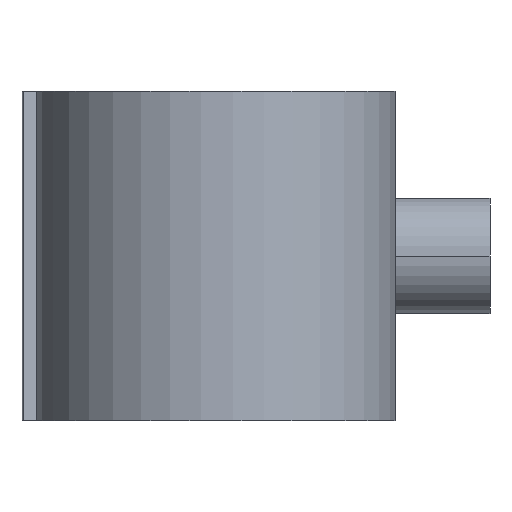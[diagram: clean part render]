
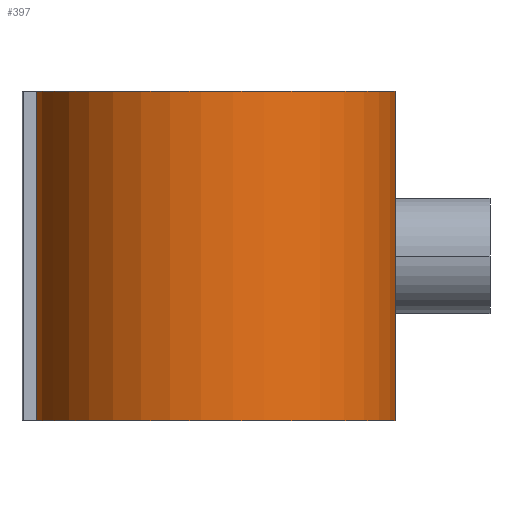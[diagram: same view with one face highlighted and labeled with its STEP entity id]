
A CAD part, front view. The second image highlights one B-rep face of the part: STEP entity #397.
In plain terms, the highlighted cylindrical face has radius 98.4 mm (diameter 196.8 mm), a partial arc.
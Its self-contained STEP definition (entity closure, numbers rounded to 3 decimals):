
#387 = VERTEX_POINT( '', #843 );
#395 = EDGE_CURVE( '', #573, #475, #851, .T. );
#397 = ADVANCED_FACE( '', ( #853 ), #854, .T. );
#401 = EDGE_CURVE( '', #601, #475, #858, .T. );
#447 = EDGE_CURVE( '', #601, #387, #904, .T. );
#475 = VERTEX_POINT( '', #932 );
#523 = EDGE_CURVE( '', #387, #573, #990, .T. );
#573 = VERTEX_POINT( '', #1046 );
#601 = VERTEX_POINT( '', #1074 );
#843 = CARTESIAN_POINT( '', ( -97.945, -9.45, -90. ) );
#851 = LINE( '', #1378, #1379 );
#853 = FACE_OUTER_BOUND( '', #1381, .T. );
#854 = CYLINDRICAL_SURFACE( '', #1382, 98.4 );
#858 = CIRCLE( '', #1387, 98.4 );
#904 = LINE( '', #1514, #1515 );
#932 = CARTESIAN_POINT( '', ( 97.945, 9.45, 90. ) );
#990 = CIRCLE( '', #1849, 98.4 );
#1046 = CARTESIAN_POINT( '', ( 97.945, 9.45, -90. ) );
#1074 = CARTESIAN_POINT( '', ( -97.945, -9.45, 90. ) );
#1378 = CARTESIAN_POINT( '', ( 97.945, 9.45, 90. ) );
#1379 = VECTOR( '', #2535, 1. );
#1381 = EDGE_LOOP( '', ( #2537, #2538, #2539, #2540 ) );
#1382 = AXIS2_PLACEMENT_3D( '', #2541, #2542, #2543 );
#1387 = AXIS2_PLACEMENT_3D( '', #2544, #2545, #2546 );
#1514 = CARTESIAN_POINT( '', ( -97.945, -9.45, 90. ) );
#1515 = VECTOR( '', #2568, 1. );
#1849 = AXIS2_PLACEMENT_3D( '', #2677, #2678, #2679 );
#2535 = DIRECTION( '', ( 0., 0., 1. ) );
#2537 = ORIENTED_EDGE( '', *, *, #395, .T. );
#2538 = ORIENTED_EDGE( '', *, *, #401, .F. );
#2539 = ORIENTED_EDGE( '', *, *, #447, .T. );
#2540 = ORIENTED_EDGE( '', *, *, #523, .T. );
#2541 = CARTESIAN_POINT( '', ( 0., 0., 90. ) );
#2542 = DIRECTION( '', ( 0., 0., 1. ) );
#2543 = DIRECTION( '', ( -0.995, -0.096, 0. ) );
#2544 = CARTESIAN_POINT( '', ( 0., 0., 90. ) );
#2545 = DIRECTION( '', ( 0., 0., 1. ) );
#2546 = DIRECTION( '', ( -0.995, -0.096, 0. ) );
#2568 = DIRECTION( '', ( 0., 0., -1. ) );
#2677 = CARTESIAN_POINT( '', ( 0., 0., -90. ) );
#2678 = DIRECTION( '', ( 0., 0., 1. ) );
#2679 = DIRECTION( '', ( -0.995, -0.096, 0. ) );
